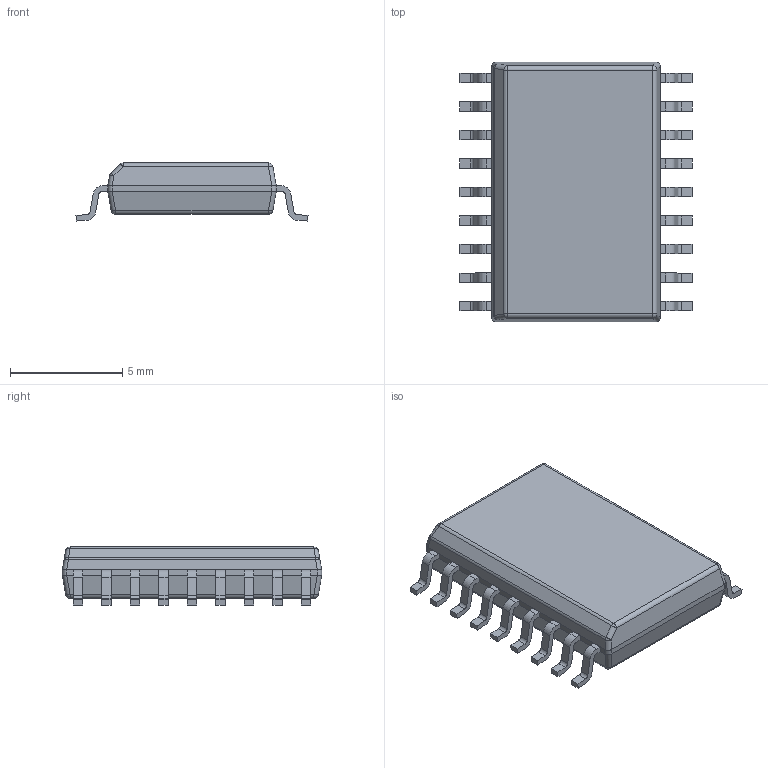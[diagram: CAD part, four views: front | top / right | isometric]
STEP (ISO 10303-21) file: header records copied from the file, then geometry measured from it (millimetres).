
FILE_DESCRIPTION((''),'2;1');
FILE_NAME('DW0018A_ASM','2022-04-08T10:57:37',('a0412086'),(''),'CREO PARAMETRIC BY PTC INC, 2018500','CREO PARAMETRIC BY PTC INC, 2018500','');
FILE_SCHEMA(('CONFIG_CONTROL_DESIGN','SHAPE_APPEARANCE_LAYERS_GROUPS'));
Length unit declared in the file: millimetre
Products named in the file (3): BODY-SOIC; LEAD; DW0018A_ASM
Assembly tree (19 placements, depth 2):
  DW0018A_ASM
    BODY-SOIC
    LEAD  x18
Bounding box: 10.33 x 11.55 x 2.59 mm (x, y, z)
Volume: 193.8 mm3; surface area: 298.6 mm2
Topology: 19 solids, 19 shells, 308 faces, 764 edges, 494 vertices
Faces by surface type: plane 203, cylinder 95, sphere 10
Entity records: 2882 total; most frequent: CARTESIAN_POINT 706, DIRECTION 342, ORIENTED_EDGE 304, PRESENTATION_STYLE_ASSIGNMENT 154, STYLED_ITEM 154, CURVE_STYLE 152, EDGE_CURVE 152, AXIS2_PLACEMENT_3D 130
